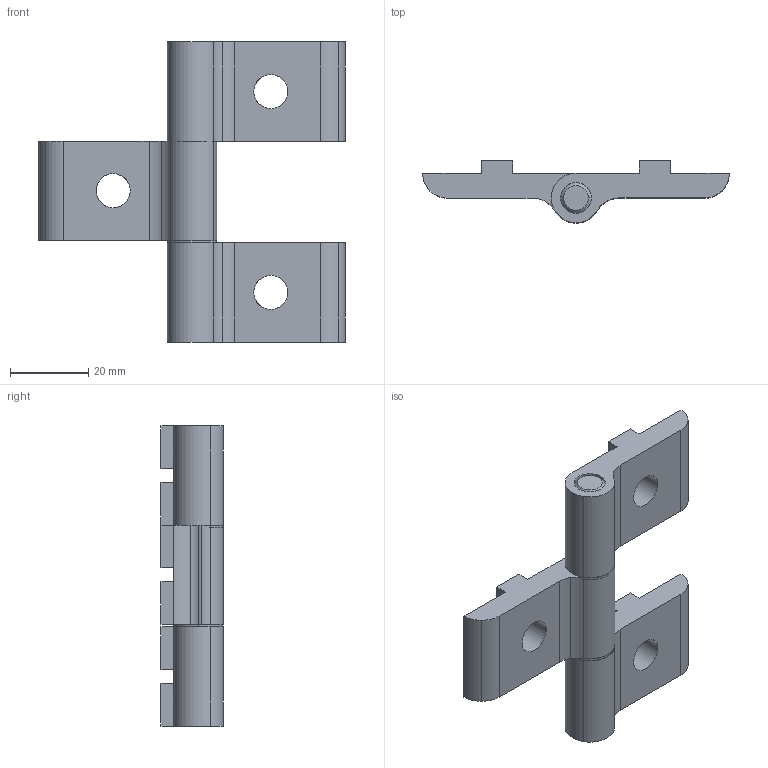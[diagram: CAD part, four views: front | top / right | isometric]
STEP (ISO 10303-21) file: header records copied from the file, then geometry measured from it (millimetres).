
FILE_DESCRIPTION((''),'2;1');
FILE_NAME('15HI8755.stp','2006-03-13T15:36:45',('Shawn Mantel'),('Faztek, LLC'),'Mechanical Desktop 2005','Mechanical Desktop 2005',', , ');
FILE_SCHEMA(('CONFIG_CONTROL_DESIGN'));
Length unit declared in the file: inch
Products named in the file (1): Product
Bounding box: 78.49 x 15.88 x 76.83 mm (x, y, z)
Volume: 26537.9 mm3; surface area: 16244.2 mm2
Topology: 7 solids, 7 shells, 115 faces, 280 edges, 184 vertices
Faces by surface type: cylinder 58, plane 49, cone 8
Entity records: 3543 total; most frequent: DIRECTION 648, CARTESIAN_POINT 580, ORIENTED_EDGE 560, EDGE_CURVE 280, AXIS2_PLACEMENT_3D 252, VERTEX_POINT 184, VECTOR 144, LINE 144
